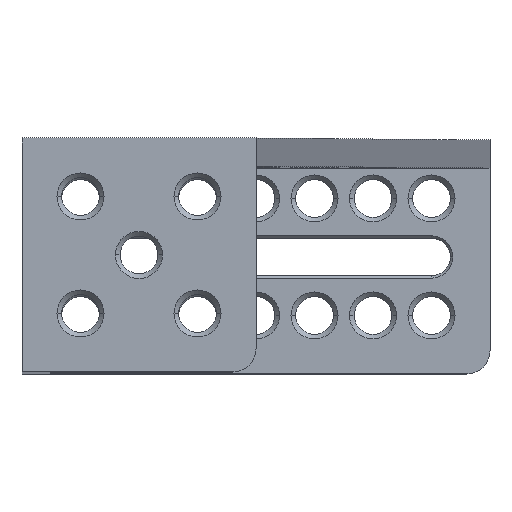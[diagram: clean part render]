
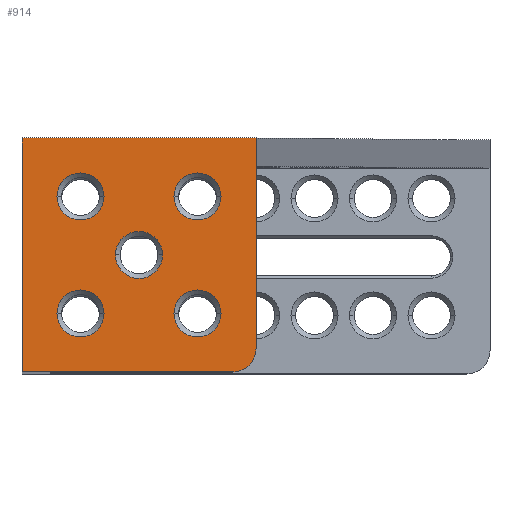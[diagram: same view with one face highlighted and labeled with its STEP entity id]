
A CAD part, top view. The second image highlights one B-rep face of the part: STEP entity #914.
In plain terms, the highlighted planar face has unit normal (0, 0, 1).
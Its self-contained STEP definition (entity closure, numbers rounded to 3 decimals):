
#914=ADVANCED_FACE('',(#2283,#2284,#2285,#2286,#2287,#2288),#2289,.T.);
#2283=FACE_OUTER_BOUND('',#4298,.T.);
#2284=FACE_BOUND('',#4299,.T.);
#2285=FACE_BOUND('',#4300,.T.);
#2286=FACE_BOUND('',#4301,.T.);
#2287=FACE_BOUND('',#4302,.T.);
#2288=FACE_BOUND('',#4303,.T.);
#2289=PLANE('',#4304);
#4298=EDGE_LOOP('',(#7018,#7019,#7020,#7021,#7022,#7023));
#4299=EDGE_LOOP('',(#7024,#7025));
#4300=EDGE_LOOP('',(#7026,#7027));
#4301=EDGE_LOOP('',(#7028,#7029));
#4302=EDGE_LOOP('',(#7030,#7031));
#4303=EDGE_LOOP('',(#7032,#7033));
#4304=AXIS2_PLACEMENT_3D('',#7034,#7035,#7036);
#7018=ORIENTED_EDGE('',*,*,#11800,.F.);
#7019=ORIENTED_EDGE('',*,*,#11404,.F.);
#7020=ORIENTED_EDGE('',*,*,#11801,.F.);
#7021=ORIENTED_EDGE('',*,*,#11802,.F.);
#7022=ORIENTED_EDGE('',*,*,#11645,.F.);
#7023=ORIENTED_EDGE('',*,*,#11384,.F.);
#7024=ORIENTED_EDGE('',*,*,#11803,.F.);
#7025=ORIENTED_EDGE('',*,*,#11804,.F.);
#7026=ORIENTED_EDGE('',*,*,#11805,.F.);
#7027=ORIENTED_EDGE('',*,*,#11806,.F.);
#7028=ORIENTED_EDGE('',*,*,#11359,.F.);
#7029=ORIENTED_EDGE('',*,*,#11807,.F.);
#7030=ORIENTED_EDGE('',*,*,#11518,.F.);
#7031=ORIENTED_EDGE('',*,*,#11808,.F.);
#7032=ORIENTED_EDGE('',*,*,#11809,.F.);
#7033=ORIENTED_EDGE('',*,*,#11810,.F.);
#7034=CARTESIAN_POINT('',(0.0,0.0,500.0));
#7035=DIRECTION('',(0.0,0.0,1.0));
#7036=DIRECTION('',(1.0,0.0,0.0));
#11359=EDGE_CURVE('',#13545,#13541,#13547,.T.);
#11384=EDGE_CURVE('',#13586,#13588,#13589,.T.);
#11404=EDGE_CURVE('',#13619,#13616,#13621,.T.);
#11518=EDGE_CURVE('',#13815,#13811,#13817,.T.);
#11645=EDGE_CURVE('',#13588,#14020,#14021,.T.);
#11800=EDGE_CURVE('',#13616,#13586,#14264,.T.);
#11801=EDGE_CURVE('',#14265,#13619,#14266,.T.);
#11802=EDGE_CURVE('',#14020,#14265,#14267,.T.);
#11803=EDGE_CURVE('',#14268,#14269,#14270,.T.);
#11804=EDGE_CURVE('',#14269,#14268,#14271,.T.);
#11805=EDGE_CURVE('',#14272,#14273,#14274,.T.);
#11806=EDGE_CURVE('',#14273,#14272,#14275,.T.);
#11807=EDGE_CURVE('',#13541,#13545,#14276,.T.);
#11808=EDGE_CURVE('',#13811,#13815,#14277,.T.);
#11809=EDGE_CURVE('',#14278,#14279,#14280,.T.);
#11810=EDGE_CURVE('',#14279,#14278,#14281,.T.);
#13541=VERTEX_POINT('',#16465);
#13545=VERTEX_POINT('',#16470);
#13547=CIRCLE('',#16473,10.05);
#13586=VERTEX_POINT('',#16522);
#13588=VERTEX_POINT('',#16525);
#13589=CIRCLE('',#16526,10.0);
#13616=VERTEX_POINT('',#16558);
#13619=VERTEX_POINT('',#16563);
#13621=LINE('',#16566,#16567);
#13811=VERTEX_POINT('',#16797);
#13815=VERTEX_POINT('',#16802);
#13817=CIRCLE('',#16805,10.05);
#14020=VERTEX_POINT('',#17056);
#14021=LINE('',#17057,#17058);
#14264=CIRCLE('',#17363,10.0);
#14265=VERTEX_POINT('',#17364);
#14266=LINE('',#17365,#17366);
#14267=LINE('',#17367,#17368);
#14268=VERTEX_POINT('',#17369);
#14269=VERTEX_POINT('',#17370);
#14270=CIRCLE('',#17371,10.05);
#14271=CIRCLE('',#17372,10.05);
#14272=VERTEX_POINT('',#17373);
#14273=VERTEX_POINT('',#17374);
#14274=CIRCLE('',#17375,10.05);
#14275=CIRCLE('',#17376,10.05);
#14276=CIRCLE('',#17377,10.05);
#14277=CIRCLE('',#17378,10.05);
#14278=VERTEX_POINT('',#17379);
#14279=VERTEX_POINT('',#17380);
#14280=CIRCLE('',#17381,10.05);
#14281=CIRCLE('',#17382,10.05);
#16465=CARTESIAN_POINT('',(14.95,25.0,500.0));
#16470=CARTESIAN_POINT('',(35.05,25.0,500.0));
#16473=AXIS2_PLACEMENT_3D('',#19820,#19821,#19822);
#16522=CARTESIAN_POINT('',(97.071,2.929,500.0));
#16525=CARTESIAN_POINT('',(90.0,0.0,500.0));
#16526=AXIS2_PLACEMENT_3D('',#19855,#19856,#19857);
#16558=CARTESIAN_POINT('',(100.0,10.0,500.0));
#16563=CARTESIAN_POINT('',(100.0,100.0,500.0));
#16566=CARTESIAN_POINT('',(100.0,100.0,500.0));
#16567=VECTOR('',#19887,1.0);
#16797=CARTESIAN_POINT('',(39.95,50.0,500.0));
#16802=CARTESIAN_POINT('',(60.05,50.0,500.0));
#16805=AXIS2_PLACEMENT_3D('',#20071,#20072,#20073);
#17056=CARTESIAN_POINT('',(0.0,0.0,500.0));
#17057=CARTESIAN_POINT('',(100.0,0.0,500.0));
#17058=VECTOR('',#20272,1.0);
#17363=AXIS2_PLACEMENT_3D('',#20503,#20504,#20505);
#17364=CARTESIAN_POINT('',(0.0,100.0,500.0));
#17365=CARTESIAN_POINT('',(0.0,100.0,500.0));
#17366=VECTOR('',#20506,1.0);
#17367=CARTESIAN_POINT('',(0.0,0.0,500.0));
#17368=VECTOR('',#20507,1.0);
#17369=CARTESIAN_POINT('',(35.05,75.0,500.0));
#17370=CARTESIAN_POINT('',(14.95,75.0,500.0));
#17371=AXIS2_PLACEMENT_3D('',#20508,#20509,#20510);
#17372=AXIS2_PLACEMENT_3D('',#20511,#20512,#20513);
#17373=CARTESIAN_POINT('',(85.05,75.0,500.0));
#17374=CARTESIAN_POINT('',(64.95,75.0,500.0));
#17375=AXIS2_PLACEMENT_3D('',#20514,#20515,#20516);
#17376=AXIS2_PLACEMENT_3D('',#20517,#20518,#20519);
#17377=AXIS2_PLACEMENT_3D('',#20520,#20521,#20522);
#17378=AXIS2_PLACEMENT_3D('',#20523,#20524,#20525);
#17379=CARTESIAN_POINT('',(85.05,25.0,500.0));
#17380=CARTESIAN_POINT('',(64.95,25.0,500.0));
#17381=AXIS2_PLACEMENT_3D('',#20526,#20527,#20528);
#17382=AXIS2_PLACEMENT_3D('',#20529,#20530,#20531);
#19820=CARTESIAN_POINT('',(25.0,25.0,500.0));
#19821=DIRECTION('',(0.0,0.0,1.0));
#19822=DIRECTION('',(-1.0,0.0,0.0));
#19855=CARTESIAN_POINT('',(90.0,10.0,500.0));
#19856=DIRECTION('',(0.0,-0.0,-1.0));
#19857=DIRECTION('',(0.707,-0.707,0.0));
#19887=DIRECTION('',(0.0,-1.0,0.0));
#20071=CARTESIAN_POINT('',(50.0,50.0,500.0));
#20072=DIRECTION('',(0.0,0.0,1.0));
#20073=DIRECTION('',(-1.0,0.0,0.0));
#20272=DIRECTION('',(-1.0,0.0,0.0));
#20503=CARTESIAN_POINT('',(90.0,10.0,500.0));
#20504=DIRECTION('',(0.0,-0.0,-1.0));
#20505=DIRECTION('',(0.707,-0.707,0.0));
#20506=DIRECTION('',(1.0,0.0,0.0));
#20507=DIRECTION('',(0.0,1.0,0.0));
#20508=CARTESIAN_POINT('',(25.0,75.0,500.0));
#20509=DIRECTION('',(0.0,0.0,1.0));
#20510=DIRECTION('',(-1.0,0.0,0.0));
#20511=CARTESIAN_POINT('',(25.0,75.0,500.0));
#20512=DIRECTION('',(0.0,0.0,1.0));
#20513=DIRECTION('',(-1.0,0.0,0.0));
#20514=CARTESIAN_POINT('',(75.0,75.0,500.0));
#20515=DIRECTION('',(0.0,0.0,1.0));
#20516=DIRECTION('',(-1.0,0.0,0.0));
#20517=CARTESIAN_POINT('',(75.0,75.0,500.0));
#20518=DIRECTION('',(0.0,0.0,1.0));
#20519=DIRECTION('',(-1.0,0.0,0.0));
#20520=CARTESIAN_POINT('',(25.0,25.0,500.0));
#20521=DIRECTION('',(0.0,0.0,1.0));
#20522=DIRECTION('',(-1.0,0.0,0.0));
#20523=CARTESIAN_POINT('',(50.0,50.0,500.0));
#20524=DIRECTION('',(0.0,0.0,1.0));
#20525=DIRECTION('',(-1.0,0.0,0.0));
#20526=CARTESIAN_POINT('',(75.0,25.0,500.0));
#20527=DIRECTION('',(0.0,0.0,1.0));
#20528=DIRECTION('',(-1.0,0.0,0.0));
#20529=CARTESIAN_POINT('',(75.0,25.0,500.0));
#20530=DIRECTION('',(0.0,0.0,1.0));
#20531=DIRECTION('',(-1.0,0.0,0.0));
